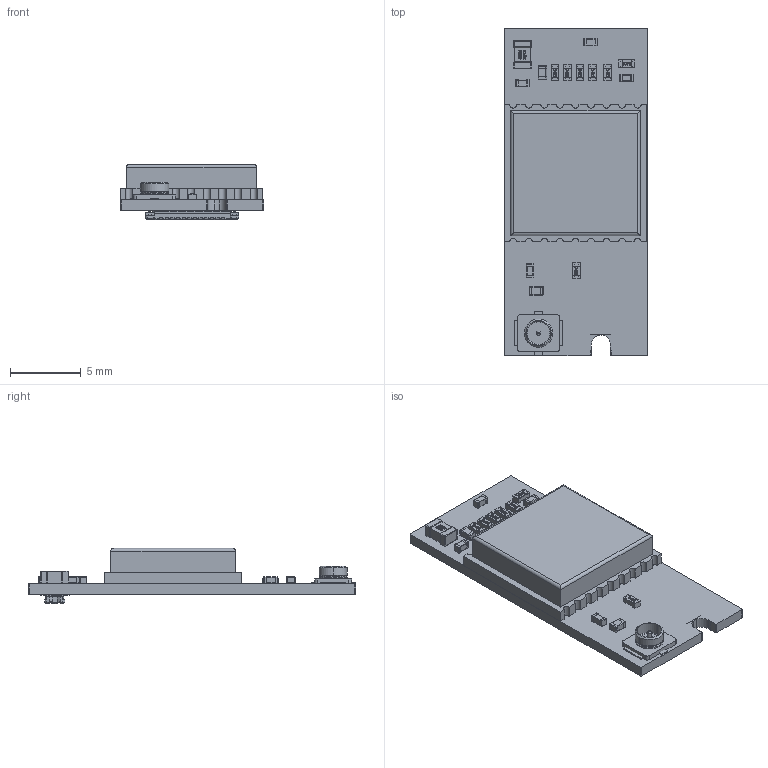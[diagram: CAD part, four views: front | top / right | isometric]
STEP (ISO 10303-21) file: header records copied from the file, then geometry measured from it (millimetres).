
FILE_DESCRIPTION(('Open CASCADE Model'),'2;1');
FILE_NAME('Open CASCADE Shape Model','2020-06-01T18:15:34',('Author'),( 'Open CASCADE'),'Open CASCADE STEP processor 6.8','Open CASCADE 6.8' ,'Unknown');
FILE_SCHEMA(('AUTOMOTIVE_DESIGN { 1 0 10303 214 1 1 1 1 }'));
Length unit declared in the file: millimetre
Products named in the file (37): PCB; Board; Open CASCADE STEP translator 6.8 6.1.1; Open CASCADE STEP translator 6.8 6.1.1.1; Open CASCADE STEP translator 6.8 6.1.1.2; Open CASCADE STEP translator 6.8 6.1.1.3; Open CASCADE STEP translator 6.8 6.1.1.4; C11; C0402; C13; C19; C17; C12; C0805; E1; L0402; L1; R24; RES_1005-0402; R29; R30; R28; R26; R25; R31; U7; max-7q; J8; UFL-R-SMD; Part_525; Part_739; Part_578; Part_540; Part_562; Part_555; J7; axe624124
Assembly tree (46 placements, depth 4):
  PCB
    Board
      Open CASCADE STEP translator 6.8 6.1.1
        Open CASCADE STEP translator 6.8 6.1.1.1
        Open CASCADE STEP translator 6.8 6.1.1.2
        Open CASCADE STEP translator 6.8 6.1.1.3
        Open CASCADE STEP translator 6.8 6.1.1.4
    C11
      C0402
    C13
      C0402
    C19
      C0402
    C17
      C0402
    C12
      C0805
    E1
      L0402
    L1
      L0402
    R24
      RES_1005-0402
    R29
      RES_1005-0402
    R30
      RES_1005-0402
    R28
      RES_1005-0402
    R26
      RES_1005-0402
    R25
      RES_1005-0402
    R31
      RES_1005-0402
    U7
      max-7q
    J8
      UFL-R-SMD
        Part_525
        Part_739
        Part_578
        Part_540
        Part_562
        Part_555
    J7
      axe624124
Bounding box: 10.18 x 23.15 x 3.9 mm (x, y, z)
Volume: 397.1 mm3; surface area: 941.9 mm2
Topology: 47 solids, 47 shells, 1837 faces, 4586 edges, 2852 vertices
Faces by surface type: plane 1085, bspline 345, cylinder 303, sphere 88, cone 12, torus 4
Full cylindrical faces by diameter (mm): 2.819 x1
Entity records: 36544 total; most frequent: CARTESIAN_POINT 9441, ORIENTED_EDGE 5248, DIRECTION 4634, EDGE_CURVE 2624, LINE 1864, VECTOR 1864, VERTEX_POINT 1666, AXIS2_PLACEMENT_3D 1385
